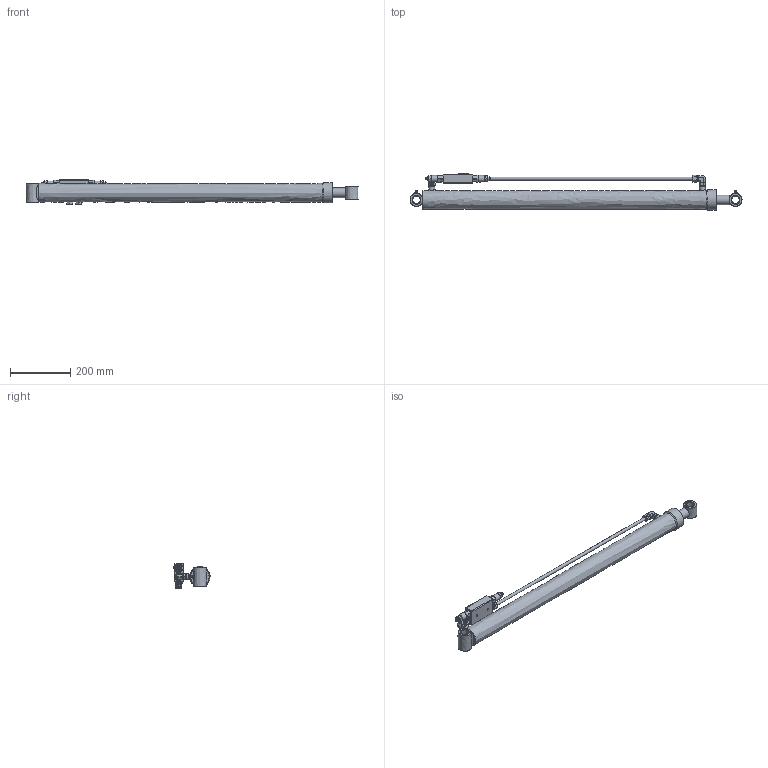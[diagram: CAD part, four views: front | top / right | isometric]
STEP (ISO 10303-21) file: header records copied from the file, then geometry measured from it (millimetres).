
FILE_DESCRIPTION(('FreeCAD Model'),'2;1');
FILE_NAME('Open CASCADE Shape Model','2025-05-03T09:09:02',('FreeCAD'),( 'FreeCAD'),'Open CASCADE STEP processor 7.6','FreeCAD','Unknown');
FILE_SCHEMA(('AUTOMOTIVE_DESIGN { 1 0 10303 214 1 1 1 1 }'));
Products named in the file (1): Open CASCADE STEP translator 7.6 1
Bounding box: 1101.94 x 119.99 x 82.85 mm (x, y, z)
Volume: 3180334.2 mm3; surface area: 513575.9 mm2
Topology: 26 solids, 43 shells, 2209 faces, 6956 edges, 4861 vertices
Faces by surface type: bspline 2209
Entity records: 103164 total; most frequent: CARTESIAN_POINT 64904, ORIENTED_EDGE 12311, EDGE_CURVE 6956, B_SPLINE_CURVE_WITH_KNOTS 5509, VERTEX_POINT 4863, FACE_BOUND 2433, EDGE_LOOP 2433, ADVANCED_FACE 2208
